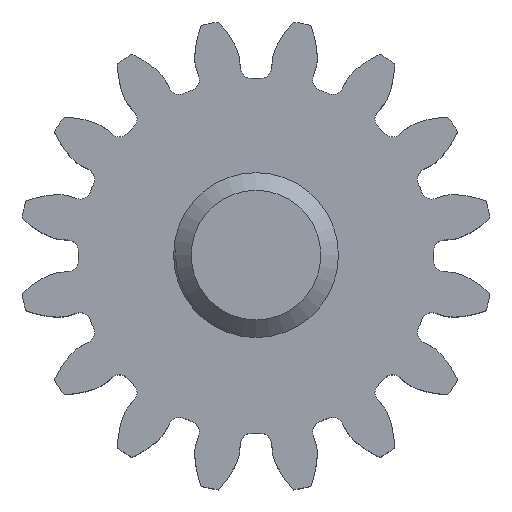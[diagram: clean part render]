
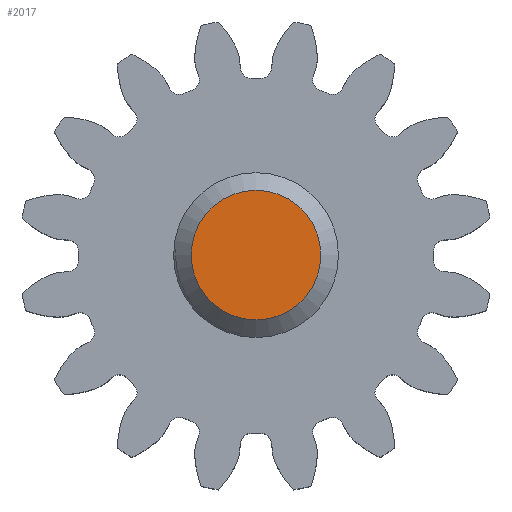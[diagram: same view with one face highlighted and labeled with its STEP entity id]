
A CAD part, top view. The second image highlights one B-rep face of the part: STEP entity #2017.
In plain terms, the highlighted planar face has unit normal (0, 0, 1).
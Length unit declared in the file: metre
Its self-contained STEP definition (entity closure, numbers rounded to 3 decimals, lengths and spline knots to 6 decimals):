
#217=PLANE('',#2241);
#945=ORIENTED_EDGE('',*,*,#1264,.T.);
#1264=EDGE_CURVE('',#1477,#1477,#1615,.T.);
#1477=VERTEX_POINT('',#8507);
#1615=CIRCLE('',#2240,0.002371);
#1727=EDGE_LOOP('',(#945));
#1841=FACE_BOUND('',#1727,.T.);
#2017=ADVANCED_FACE('',(#1841),#217,.T.);
#2240=AXIS2_PLACEMENT_3D('',#8506,#2757,#2758);
#2241=AXIS2_PLACEMENT_3D('',#8508,#2759,#2760);
#2757=DIRECTION('',(0.,0.,1.));
#2758=DIRECTION('',(1.,0.,0.));
#2759=DIRECTION('',(0.,0.,1.));
#2760=DIRECTION('',(1.,0.,0.));
#8506=CARTESIAN_POINT('',(0.,0.,0.022015));
#8507=CARTESIAN_POINT('',(0.002371,0.,0.022015));
#8508=CARTESIAN_POINT('',(0.,0.,0.022015));
